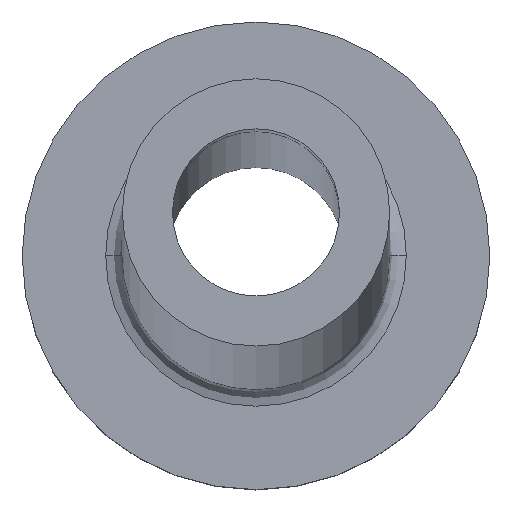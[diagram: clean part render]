
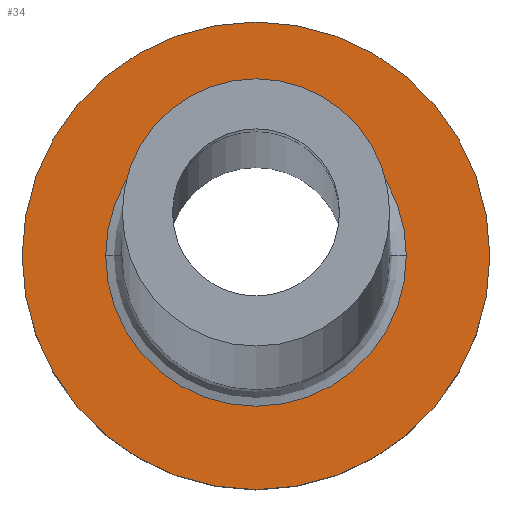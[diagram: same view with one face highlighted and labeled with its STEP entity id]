
A CAD part, top view. The second image highlights one B-rep face of the part: STEP entity #34.
In plain terms, the highlighted planar face has unit normal (0, 0, 1).
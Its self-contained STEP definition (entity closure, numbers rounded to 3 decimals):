
#4 = CIRCLE ( 'NONE', #157, 7. ) ;
#20 = CIRCLE ( 'NONE', #343, 4.5 ) ;
#29 = CIRCLE ( 'NONE', #266, 4.5 ) ;
#32 = VERTEX_POINT ( 'NONE', #159 ) ;
#33 = DIRECTION ( 'NONE',  ( 0., 0., 1. ) ) ;
#34 = ADVANCED_FACE ( 'NONE', ( #106, #272 ), #378, .T. ) ;
#50 = DIRECTION ( 'NONE',  ( 1., 0., 0. ) ) ;
#74 = DIRECTION ( 'NONE',  ( 0., 0., -1. ) ) ;
#79 = DIRECTION ( 'NONE',  ( 0., 0., 1. ) ) ;
#84 = VERTEX_POINT ( 'NONE', #355 ) ;
#86 = DIRECTION ( 'NONE',  ( 1., 0., 0. ) ) ;
#106 = FACE_BOUND ( 'NONE', #117, .T. ) ;
#112 = CARTESIAN_POINT ( 'NONE',  ( 4.5, 0., 5. ) ) ;
#117 = EDGE_LOOP ( 'NONE', ( #181, #280 ) ) ;
#126 = CARTESIAN_POINT ( 'NONE',  ( 0., 0., 5. ) ) ;
#140 = CARTESIAN_POINT ( 'NONE',  ( 0., 0., 5. ) ) ;
#141 = CARTESIAN_POINT ( 'NONE',  ( 0., 0., 5. ) ) ;
#157 = AXIS2_PLACEMENT_3D ( 'NONE', #126, #451, #344 ) ;
#159 = CARTESIAN_POINT ( 'NONE',  ( -7., 0., 5. ) ) ;
#160 = EDGE_CURVE ( 'NONE', #458, #32, #257, .T. ) ;
#181 = ORIENTED_EDGE ( 'NONE', *, *, #277, .T. ) ;
#193 = EDGE_CURVE ( 'NONE', #84, #246, #29, .T. ) ;
#198 = DIRECTION ( 'NONE',  ( 1., 0., 0. ) ) ;
#212 = EDGE_LOOP ( 'NONE', ( #254, #430 ) ) ;
#241 = CARTESIAN_POINT ( 'NONE',  ( 7., 0., 5. ) ) ;
#246 = VERTEX_POINT ( 'NONE', #112 ) ;
#254 = ORIENTED_EDGE ( 'NONE', *, *, #314, .T. ) ;
#256 = CARTESIAN_POINT ( 'NONE',  ( 0., 0., 5. ) ) ;
#257 = CIRCLE ( 'NONE', #311, 7. ) ;
#266 = AXIS2_PLACEMENT_3D ( 'NONE', #140, #281, #290 ) ;
#272 = FACE_OUTER_BOUND ( 'NONE', #212, .T. ) ;
#277 = EDGE_CURVE ( 'NONE', #246, #84, #20, .T. ) ;
#280 = ORIENTED_EDGE ( 'NONE', *, *, #193, .T. ) ;
#281 = DIRECTION ( 'NONE',  ( 0., 0., -1. ) ) ;
#290 = DIRECTION ( 'NONE',  ( 1., 0., 0. ) ) ;
#311 = AXIS2_PLACEMENT_3D ( 'NONE', #256, #33, #50 ) ;
#314 = EDGE_CURVE ( 'NONE', #32, #458, #4, .T. ) ;
#320 = CARTESIAN_POINT ( 'NONE',  ( 0., 0., 5. ) ) ;
#343 = AXIS2_PLACEMENT_3D ( 'NONE', #141, #74, #86 ) ;
#344 = DIRECTION ( 'NONE',  ( 1., 0., 0. ) ) ;
#355 = CARTESIAN_POINT ( 'NONE',  ( -4.5, 0., 5. ) ) ;
#378 = PLANE ( 'NONE',  #407 ) ;
#407 = AXIS2_PLACEMENT_3D ( 'NONE', #320, #79, #198 ) ;
#430 = ORIENTED_EDGE ( 'NONE', *, *, #160, .T. ) ;
#451 = DIRECTION ( 'NONE',  ( 0., 0., 1. ) ) ;
#458 = VERTEX_POINT ( 'NONE', #241 ) ;
